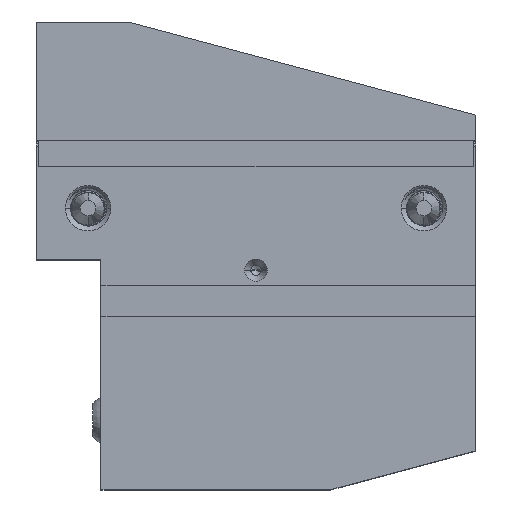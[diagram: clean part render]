
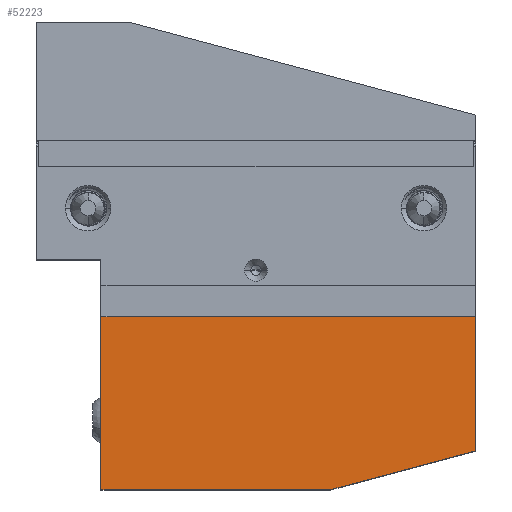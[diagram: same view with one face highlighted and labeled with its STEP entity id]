
A CAD part, top view. The second image highlights one B-rep face of the part: STEP entity #52223.
In plain terms, the highlighted planar face has unit normal (0, 0, 1).
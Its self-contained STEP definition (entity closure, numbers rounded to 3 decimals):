
#6528 = EDGE_CURVE ( 'NONE', #78052, #77984, #28931, .T. ) ;
#10874 = ORIENTED_EDGE ( 'NONE', *, *, #6528, .F. ) ;
#10937 = ORIENTED_EDGE ( 'NONE', *, *, #35182, .F. ) ;
#10963 = ORIENTED_EDGE ( 'NONE', *, *, #35195, .T. ) ;
#11067 = ORIENTED_EDGE ( 'NONE', *, *, #35194, .F. ) ;
#11187 = ORIENTED_EDGE ( 'NONE', *, *, #35196, .T. ) ;
#28876 = VECTOR ( 'NONE', #65996, 1000. ) ;
#28931 = LINE ( 'NONE', #66009, #28876 ) ;
#30379 = CARTESIAN_POINT ( 'NONE',  ( 42.5, -9., 44. ) ) ;
#30425 = CARTESIAN_POINT ( 'NONE',  ( -30., -9., 44. ) ) ;
#30847 = CARTESIAN_POINT ( 'NONE',  ( 42.5, -35., 44. ) ) ;
#30953 = CARTESIAN_POINT ( 'NONE',  ( 14.51, -42.5, 44. ) ) ;
#32517 = CARTESIAN_POINT ( 'NONE',  ( -30., -42.5, 44. ) ) ;
#35182 = EDGE_CURVE ( 'NONE', #78100, #78052, #60647, .T. ) ;
#35194 = EDGE_CURVE ( 'NONE', #78075, #78078, #60811, .T. ) ;
#35195 = EDGE_CURVE ( 'NONE', #78075, #77984, #60759, .T. ) ;
#35196 = EDGE_CURVE ( 'NONE', #78100, #78078, #60777, .T. ) ;
#43281 = EDGE_LOOP ( 'NONE', ( #10874, #10937, #11187, #11067, #10963 ) ) ;
#48219 = AXIS2_PLACEMENT_3D ( 'NONE', #76476, #76484, #76495 ) ;
#52223 = ADVANCED_FACE ( 'NONE', ( #61756 ), #76404, .T. ) ;
#56848 = DIRECTION ( 'NONE',  ( 0., 1., 0. ) ) ;
#57020 = CARTESIAN_POINT ( 'NONE',  ( -30., 2., 44. ) ) ;
#60647 = LINE ( 'NONE', #57020, #60699 ) ;
#60670 = VECTOR ( 'NONE', #79083, 1000. ) ;
#60699 = VECTOR ( 'NONE', #56848, 1000. ) ;
#60759 = LINE ( 'NONE', #79089, #60769 ) ;
#60769 = VECTOR ( 'NONE', #79135, 1000. ) ;
#60777 = LINE ( 'NONE', #79072, #60783 ) ;
#60783 = VECTOR ( 'NONE', #79137, 1000. ) ;
#60811 = LINE ( 'NONE', #79091, #60670 ) ;
#61756 = FACE_OUTER_BOUND ( 'NONE', #43281, .T. ) ;
#65996 = DIRECTION ( 'NONE',  ( 1., 0., 0. ) ) ;
#66009 = CARTESIAN_POINT ( 'NONE',  ( -47.5, -9., 44. ) ) ;
#76404 = PLANE ( 'NONE',  #48219 ) ;
#76476 = CARTESIAN_POINT ( 'NONE',  ( 0., 0., 44. ) ) ;
#76484 = DIRECTION ( 'NONE',  ( 0., 0., 1. ) ) ;
#76495 = DIRECTION ( 'NONE',  ( 1., 0., 0. ) ) ;
#77984 = VERTEX_POINT ( 'NONE', #30379 ) ;
#78052 = VERTEX_POINT ( 'NONE', #30425 ) ;
#78075 = VERTEX_POINT ( 'NONE', #30847 ) ;
#78078 = VERTEX_POINT ( 'NONE', #30953 ) ;
#78100 = VERTEX_POINT ( 'NONE', #32517 ) ;
#79072 = CARTESIAN_POINT ( 'NONE',  ( -42.5, -42.5, 44. ) ) ;
#79083 = DIRECTION ( 'NONE',  ( -0.966, -0.259, 0. ) ) ;
#79089 = CARTESIAN_POINT ( 'NONE',  ( 42.5, 48., 44. ) ) ;
#79091 = CARTESIAN_POINT ( 'NONE',  ( 42.5, -35., 44. ) ) ;
#79135 = DIRECTION ( 'NONE',  ( 0., 1., 0. ) ) ;
#79137 = DIRECTION ( 'NONE',  ( 1., 0., 0. ) ) ;
